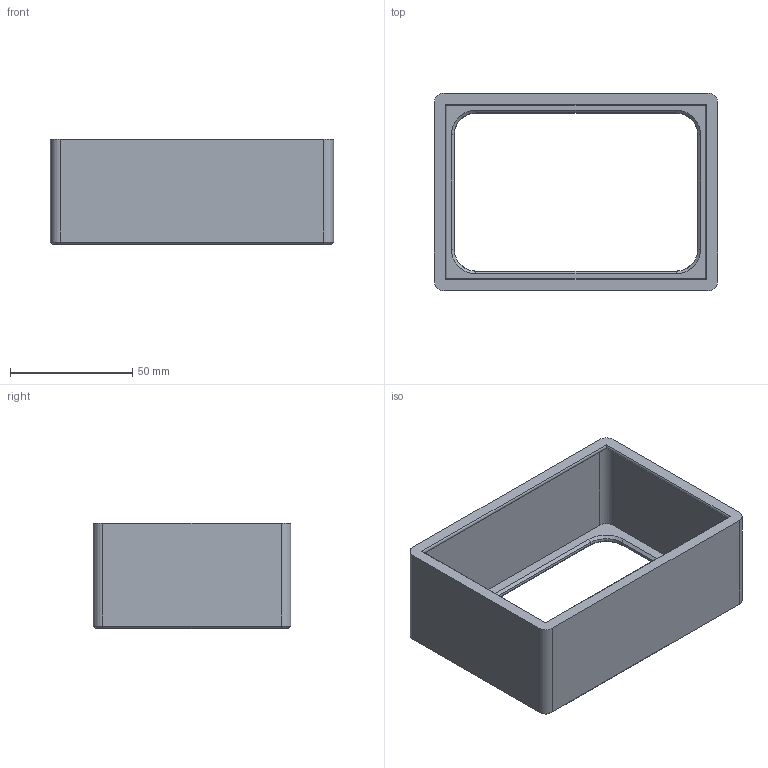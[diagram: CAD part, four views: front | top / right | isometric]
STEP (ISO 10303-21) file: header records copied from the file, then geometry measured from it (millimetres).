
FILE_DESCRIPTION(('FreeCAD Model'),'2;1');
FILE_NAME('Open CASCADE Shape Model','2023-05-20T21:36:11',(''),(''), 'Open CASCADE STEP processor 7.6','FreeCAD','Unknown');
FILE_SCHEMA(('AUTOMOTIVE_DESIGN { 1 0 10303 214 1 1 1 1 }'));
Length unit declared in the file: millimetre
Products named in the file (1): cover
Bounding box: 116 x 81 x 43 mm (x, y, z)
Volume: 55797.5 mm3; surface area: 38416 mm2
Topology: 1 solids, 1 shells, 59 faces, 140 edges, 84 vertices
Faces by surface type: plane 31, cone 16, cylinder 12
Entity records: 3604 total; most frequent: CARTESIAN_POINT 764, DIRECTION 532, LINE 308, VECTOR 308, ORIENTED_EDGE 280, PCURVE 280, DEFINITIONAL_REPRESENTATION 280, EDGE_CURVE 140
